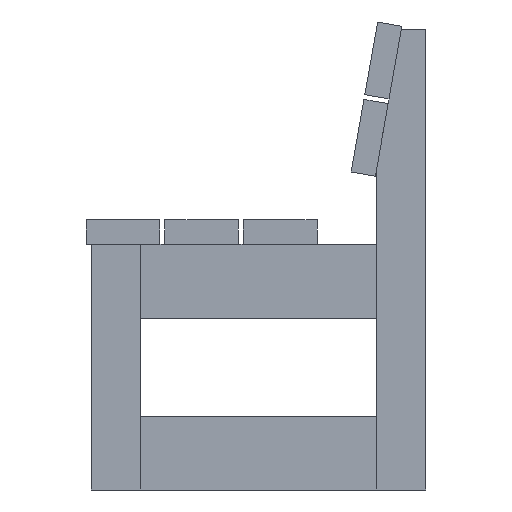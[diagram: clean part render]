
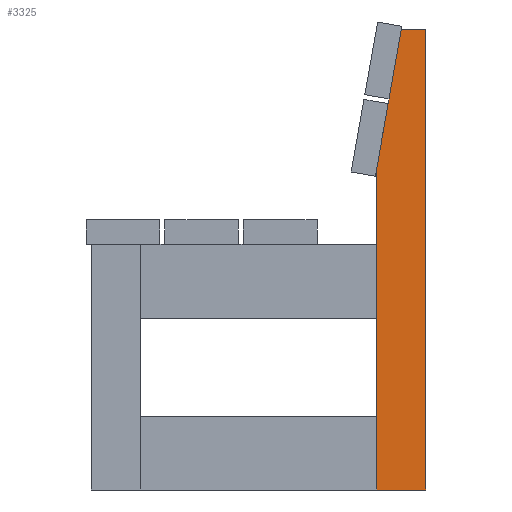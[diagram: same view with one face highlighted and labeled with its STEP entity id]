
A CAD part, front view. The second image highlights one B-rep face of the part: STEP entity #3325.
In plain terms, the highlighted planar face has unit normal (0, -1, 0).
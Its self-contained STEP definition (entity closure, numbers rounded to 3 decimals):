
#83=FACE_OUTER_BOUND('',#237,.T.);
#237=EDGE_LOOP('',(#2087,#2088,#2089,#2090,#2091,#2092,#2093));
#401=LINE('',#4523,#848);
#406=LINE('',#4535,#853);
#417=LINE('',#4557,#864);
#418=LINE('',#4559,#865);
#419=LINE('',#4560,#866);
#420=LINE('',#4562,#867);
#421=LINE('',#4563,#868);
#848=VECTOR('',#3694,10.);
#853=VECTOR('',#3701,10.);
#864=VECTOR('',#3714,10.);
#865=VECTOR('',#3717,10.);
#866=VECTOR('',#3718,10.);
#867=VECTOR('',#3719,10.);
#868=VECTOR('',#3720,10.);
#1292=VERTEX_POINT('',#4516);
#1295=VERTEX_POINT('',#4521);
#1300=VERTEX_POINT('',#4532);
#1301=VERTEX_POINT('',#4534);
#1308=VERTEX_POINT('',#4550);
#1311=VERTEX_POINT('',#4555);
#1312=VERTEX_POINT('',#4561);
#1587=EDGE_CURVE('',#1295,#1292,#401,.T.);
#1592=EDGE_CURVE('',#1300,#1301,#406,.T.);
#1603=EDGE_CURVE('',#1308,#1311,#417,.T.);
#1604=EDGE_CURVE('',#1301,#1295,#418,.T.);
#1605=EDGE_CURVE('',#1300,#1308,#419,.T.);
#1606=EDGE_CURVE('',#1312,#1311,#420,.T.);
#1607=EDGE_CURVE('',#1292,#1312,#421,.T.);
#2087=ORIENTED_EDGE('',*,*,#1604,.F.);
#2088=ORIENTED_EDGE('',*,*,#1592,.F.);
#2089=ORIENTED_EDGE('',*,*,#1605,.T.);
#2090=ORIENTED_EDGE('',*,*,#1603,.T.);
#2091=ORIENTED_EDGE('',*,*,#1606,.F.);
#2092=ORIENTED_EDGE('',*,*,#1607,.F.);
#2093=ORIENTED_EDGE('',*,*,#1587,.F.);
#3036=PLANE('',#3501);
#3325=ADVANCED_FACE('',(#83),#3036,.T.);
#3501=AXIS2_PLACEMENT_3D('',#4558,#3715,#3716);
#3694=DIRECTION('',(0.174,0.,0.985));
#3701=DIRECTION('',(0.,0.,1.));
#3714=DIRECTION('',(0.,0.,1.));
#3715=DIRECTION('center_axis',(0.,-1.,0.));
#3716=DIRECTION('ref_axis',(1.,0.,0.));
#3717=DIRECTION('',(0.174,0.,0.985));
#3718=DIRECTION('',(1.,0.,0.));
#3719=DIRECTION('',(1.,0.,0.));
#3720=DIRECTION('',(0.174,0.,0.985));
#4516=CARTESIAN_POINT('',(-92.321,-2944.96,261.877));
#4521=CARTESIAN_POINT('',(-93.71,-2944.96,253.999));
#4523=CARTESIAN_POINT('',(-147.106,-2944.96,-48.825));
#4532=CARTESIAN_POINT('',(-112.374,-2944.96,-375.));
#4534=CARTESIAN_POINT('',(-112.374,-2944.96,148.149));
#4535=CARTESIAN_POINT('',(-112.374,-2944.96,-375.));
#4550=CARTESIAN_POINT('',(-32.374,-2944.96,-375.));
#4555=CARTESIAN_POINT('',(-32.374,-2944.96,375.));
#4557=CARTESIAN_POINT('',(-32.374,-2944.96,-375.));
#4558=CARTESIAN_POINT('Origin',(-112.374,-2944.96,-375.));
#4559=CARTESIAN_POINT('',(-147.774,-2944.96,-52.613));
#4560=CARTESIAN_POINT('',(-112.374,-2944.96,-375.));
#4561=CARTESIAN_POINT('',(-72.374,-2944.96,375.));
#4562=CARTESIAN_POINT('',(-112.374,-2944.96,375.));
#4563=CARTESIAN_POINT('',(-136.661,-2944.96,10.414));
